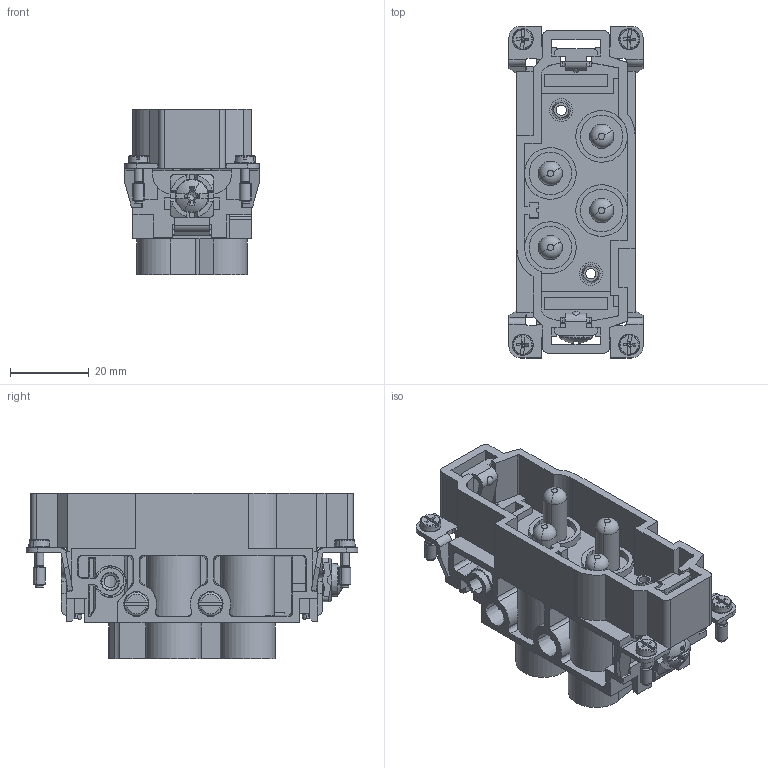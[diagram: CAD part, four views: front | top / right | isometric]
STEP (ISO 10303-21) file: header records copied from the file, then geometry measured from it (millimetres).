
FILE_DESCRIPTION(('CATIA V5 STEP','CAx-IF Rec.Pracs.--- Model Styling and Organization---1.2---2011-12-15'),'2;1');
FILE_NAME ('13473131_2', '2018-08-23T09:35:16+00:00', ('none'), ('Weidmueller'), 'CATIA Version 5-6 Release 2014 SP4 HF52', 'CATIA V5 STEP AP214', 'none');
FILE_SCHEMA(('AUTOMOTIVE_DESIGN { 1 0 10303 214 1 1 1 1 }'));
Products named in the file (1): 1023220000
Bounding box: 34 x 84.2 x 42 mm (x, y, z)
Volume: 34548.5 mm3; surface area: 37663.5 mm2
Topology: 5 solids, 5 shells, 1514 faces, 4760 edges, 3097 vertices
Faces by surface type: plane 901, cylinder 303, cone 186, torus 72, bspline 44, sphere 6, revolution 2
Entity records: 54701 total; most frequent: CARTESIAN_POINT 16622, ORIENTED_EDGE 9476, DIRECTION 5599, EDGE_CURVE 4738, VERTEX_POINT 3097, VECTOR 2579, LINE 2579, AXIS2_PLACEMENT_3D 1981
